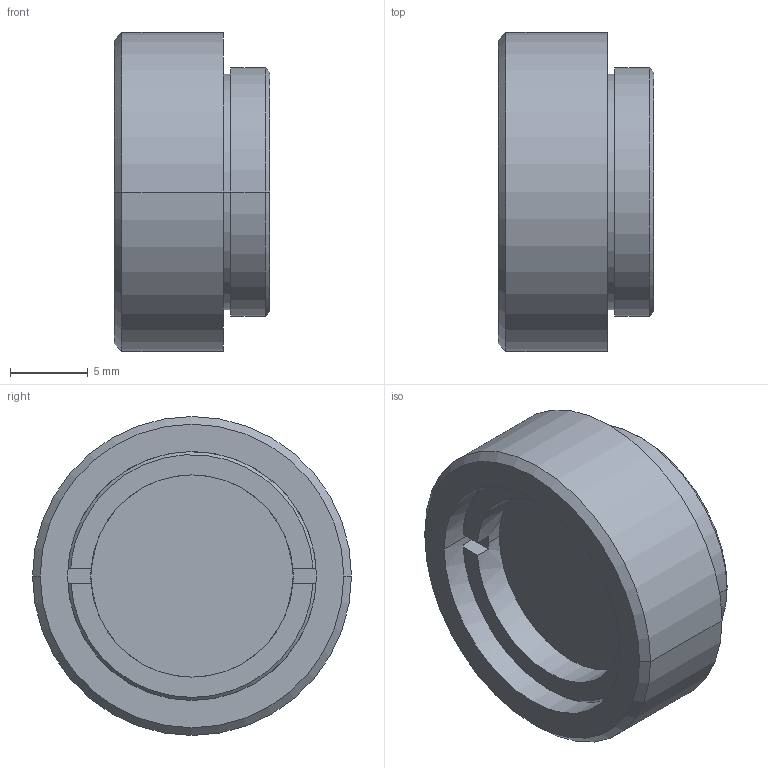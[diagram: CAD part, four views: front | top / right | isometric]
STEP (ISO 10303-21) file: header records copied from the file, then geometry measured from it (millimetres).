
FILE_DESCRIPTION(/* description */ ('VariCAD 2015-1.09 AP-214'),/* implementation_level */ '2;1');
FILE_NAME(/* name */ 'TMDX-15C.stp',/* time_stamp */ '2015-05-26T09:07:07+09:00',/* author */ (''),/* organization */ (''),/* preprocessor_version */ 'ST-DEVELOPER v14',/* originating_system */ 'VariCAD 2015-1.09; kernel version (20130303)',/* authorisation */ '');
FILE_SCHEMA (('AUTOMOTIVE_DESIGN'));
Length unit declared in the file: millimetre
Products named in the file (2): TMDX-15C
Assembly tree (1 placements, depth 2):
  TMDX-15C
    TMDX-15C
Bounding box: 10 x 20.5 x 20.5 mm (x, y, z)
Volume: 1591.7 mm3; surface area: 1676.5 mm2
Topology: 1 solids, 1 shells, 32 faces, 77 edges, 51 vertices
Faces by surface type: plane 14, cylinder 12, cone 6
Entity records: 1020 total; most frequent: DIRECTION 186, CARTESIAN_POINT 184, ORIENTED_EDGE 154, EDGE_CURVE 77, AXIS2_PLACEMENT_3D 77, VERTEX_POINT 51, CIRCLE 41, EDGE_LOOP 36
